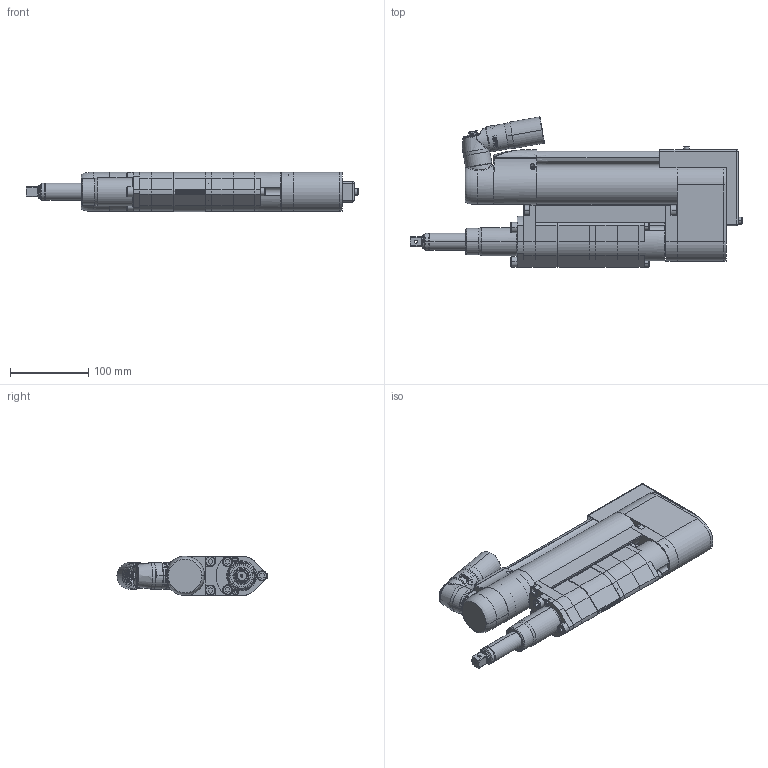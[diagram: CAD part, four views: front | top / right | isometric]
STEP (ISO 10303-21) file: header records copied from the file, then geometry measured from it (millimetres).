
FILE_DESCRIPTION((''),'2;1');
FILE_NAME('9831410796_ASM','2019-05-07T09:18:19',('Toohpn'),(''),'CREO PARAMETRIC BY PTC INC, 2018100','CREO PARAMETRIC BY PTC INC, 2018100','');
FILE_SCHEMA(('CONFIG_CONTROL_DESIGN','GEOMETRIC_VALIDATION_PROPERTIES_MIM'));
Length unit declared in the file: millimetre
Products named in the file (46): 4230260202; 4230260212_ASM; 4230265900; 0219110017; 4230264100; 4230262280_ASM; 4230263000; 4230263200; 4230263300; 4230263280_ASM; 4230263700; 4230262700; 4230263500_AF0; 0215000398; 4230264080_SPEC1_ASM; 4230261800; 4230300181_ASM; 4230301281_ASM; 4232349500; 4232349600; 4232807001; 0211121000; 4232807080_ASM; 4232807000; 4232814800; 4232814801; 0211132200; 4232814880_ASM; 4230164203; 4230167370_AF0; 4230167370_AF1; 4230265380_ASM; 4230297360_ASM; 4230296360_ASM; 4232350200; 4230179000; 0211125800; 4232350180_ASM; 4230163900; 4090029600 ...
Assembly tree (56 placements, depth 5):
  9831410796_ASM
    4230301281_ASM
      4230260212_ASM
        4230260202
      4230262280_ASM
        4230265900
        0219110017  x2
        4230264100
      4230264080_SPEC1_ASM
        4230263000
        4230263280_ASM
          4230263200
          4230263300
        4230263700
        4230262700
        4230263500_AF0
        0215000398
      4230300181_ASM
        4230261800
    4232807080_ASM
      4232349500
      4232349600
      4232807001
      0211121000
    4232814880_ASM
      4232807000
      4232814800
      4232814801
      0211132200  x4
    4230296360_ASM
      4230297360_ASM
        4230164203
        4230265380_ASM
          4230167370_AF0
          4230167370_AF1
    4232350180_ASM
      4232350200
      4230179000  x2
      0211125800  x3
    4232137480_ASM
      4230163900
      4090029600
      0211132700  x3
      0211117600  x2
    4232746600
    4232350300
    0211117600
Bounding box: 424.5 x 191.99 x 50.39 mm (x, y, z)
Volume: 960136.2 mm3; surface area: 452304.6 mm2
Topology: 43 solids, 80 shells, 3783 faces, 10211 edges, 6627 vertices
Faces by surface type: cylinder 1328, plane 1280, cone 484, torus 440, bspline 228, sphere 10, extrusion 7, revolution 6
Entity records: 137083 total; most frequent: CARTESIAN_POINT 34437, ORIENTED_EDGE 16142, DIRECTION 15636, EDGE_CURVE 8143, PRESENTATION_STYLE_ASSIGNMENT 7448, STYLED_ITEM 7319, CURVE_STYLE 7092, AXIS2_PLACEMENT_3D 6077
